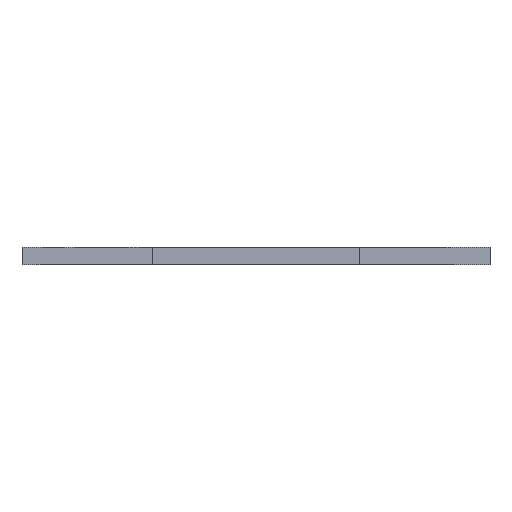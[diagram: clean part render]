
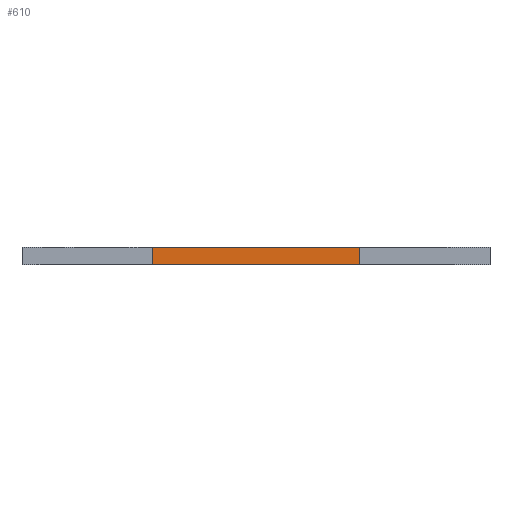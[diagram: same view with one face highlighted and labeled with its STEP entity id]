
A CAD part, left-side view. The second image highlights one B-rep face of the part: STEP entity #610.
In plain terms, the highlighted planar face has unit normal (-1, 0, 0).
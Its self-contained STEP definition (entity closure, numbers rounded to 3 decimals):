
#4 = DIRECTION ( 'NONE',  ( 0., 0., -1. ) ) ;
#17 = ORIENTED_EDGE ( 'NONE', *, *, #57, .T. ) ;
#33 = ORIENTED_EDGE ( 'NONE', *, *, #700, .T. ) ;
#34 = LINE ( 'NONE', #907, #424 ) ;
#57 = EDGE_CURVE ( 'NONE', #282, #551, #34, .T. ) ;
#71 = VECTOR ( 'NONE', #4, 1000. ) ;
#109 = EDGE_LOOP ( 'NONE', ( #17, #604, #813, #33 ) ) ;
#189 = CARTESIAN_POINT ( 'NONE',  ( -88.5, -18., 0. ) ) ;
#206 = DIRECTION ( 'NONE',  ( 0., -1., 0. ) ) ;
#219 = CARTESIAN_POINT ( 'NONE',  ( -88.5, 18., 0. ) ) ;
#221 = VERTEX_POINT ( 'NONE', #289 ) ;
#255 = DIRECTION ( 'NONE',  ( 0., -1., 0. ) ) ;
#282 = VERTEX_POINT ( 'NONE', #219 ) ;
#289 = CARTESIAN_POINT ( 'NONE',  ( -88.5, 18., 3. ) ) ;
#296 = LINE ( 'NONE', #583, #584 ) ;
#300 = AXIS2_PLACEMENT_3D ( 'NONE', #627, #415, #545 ) ;
#308 = LINE ( 'NONE', #597, #71 ) ;
#347 = FACE_OUTER_BOUND ( 'NONE', #109, .T. ) ;
#386 = VECTOR ( 'NONE', #861, 1000. ) ;
#415 = DIRECTION ( 'NONE',  ( 1., 0., 0. ) ) ;
#424 = VECTOR ( 'NONE', #255, 1000. ) ;
#429 = LINE ( 'NONE', #645, #386 ) ;
#545 = DIRECTION ( 'NONE',  ( 0., 0., -1. ) ) ;
#551 = VERTEX_POINT ( 'NONE', #189 ) ;
#561 = VERTEX_POINT ( 'NONE', #562 ) ;
#562 = CARTESIAN_POINT ( 'NONE',  ( -88.5, -18., 3. ) ) ;
#583 = CARTESIAN_POINT ( 'NONE',  ( -88.5, 18., 3. ) ) ;
#584 = VECTOR ( 'NONE', #206, 1000. ) ;
#597 = CARTESIAN_POINT ( 'NONE',  ( -88.5, -18., 3. ) ) ;
#604 = ORIENTED_EDGE ( 'NONE', *, *, #923, .F. ) ;
#610 = ADVANCED_FACE ( 'NONE', ( #347 ), #909, .F. ) ;
#627 = CARTESIAN_POINT ( 'NONE',  ( -88.5, 18., 3. ) ) ;
#645 = CARTESIAN_POINT ( 'NONE',  ( -88.5, 18., 3. ) ) ;
#700 = EDGE_CURVE ( 'NONE', #221, #282, #429, .T. ) ;
#813 = ORIENTED_EDGE ( 'NONE', *, *, #829, .F. ) ;
#829 = EDGE_CURVE ( 'NONE', #221, #561, #296, .T. ) ;
#861 = DIRECTION ( 'NONE',  ( 0., 0., -1. ) ) ;
#907 = CARTESIAN_POINT ( 'NONE',  ( -88.5, 18., 0. ) ) ;
#909 = PLANE ( 'NONE',  #300 ) ;
#923 = EDGE_CURVE ( 'NONE', #561, #551, #308, .T. ) ;
